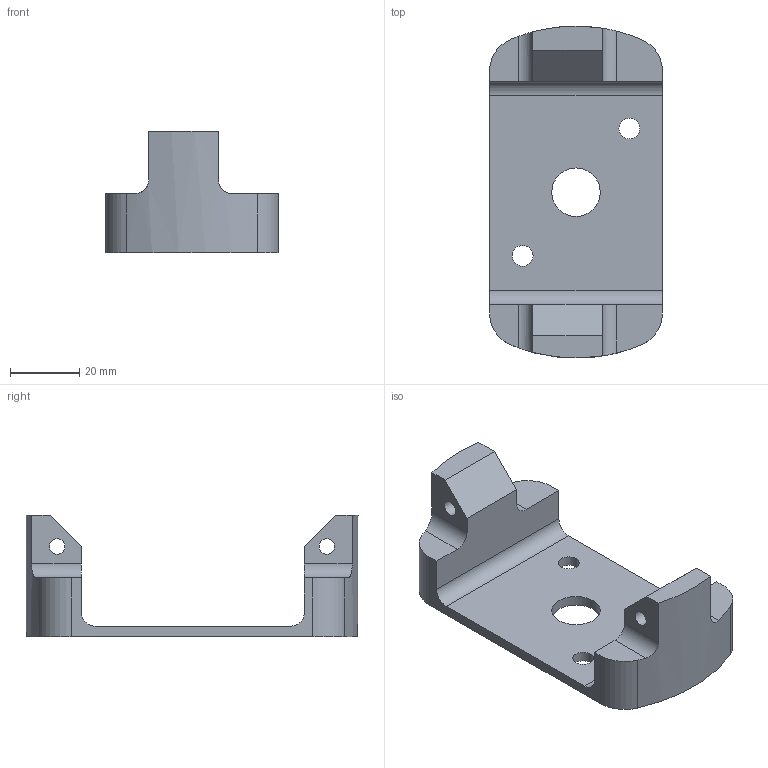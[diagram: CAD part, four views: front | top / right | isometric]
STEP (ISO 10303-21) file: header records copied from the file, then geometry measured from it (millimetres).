
FILE_DESCRIPTION(/* description */ (''),/* implementation_level */ '2;1');
FILE_NAME(/* name */ '2023.001.031.005 - Кронштейн.stp',/* time_stamp */ '2023-11-01T20:46:04+03:00',/* author */ (''),/* organization */ (''),/* preprocessor_version */ 'ST-DEVELOPER v16.7',/* originating_system */ 'SIEMENS PLM Software NX 12.0',/* authorisation */ '');
FILE_SCHEMA (('AUTOMOTIVE_DESIGN { 1 0 10303 214 3 1 1 1 }'));
Length unit declared in the file: millimetre
Products named in the file (1): 2023.001.031.005 - Кронштейн
Bounding box: 50 x 95.98 x 35 mm (x, y, z)
Volume: 40924.9 mm3; surface area: 15416.4 mm2
Topology: 1 solids, 1 shells, 35 faces, 101 edges, 68 vertices
Faces by surface type: plane 18, cylinder 17
Full cylindrical faces by diameter (mm): 4.5 x2, 6 x2, 14 x1
Entity records: 1208 total; most frequent: CARTESIAN_POINT 246, DIRECTION 196, ORIENTED_EDGE 188, EDGE_CURVE 94, AXIS2_PLACEMENT_3D 70, VERTEX_POINT 66, LINE 56, VECTOR 56
